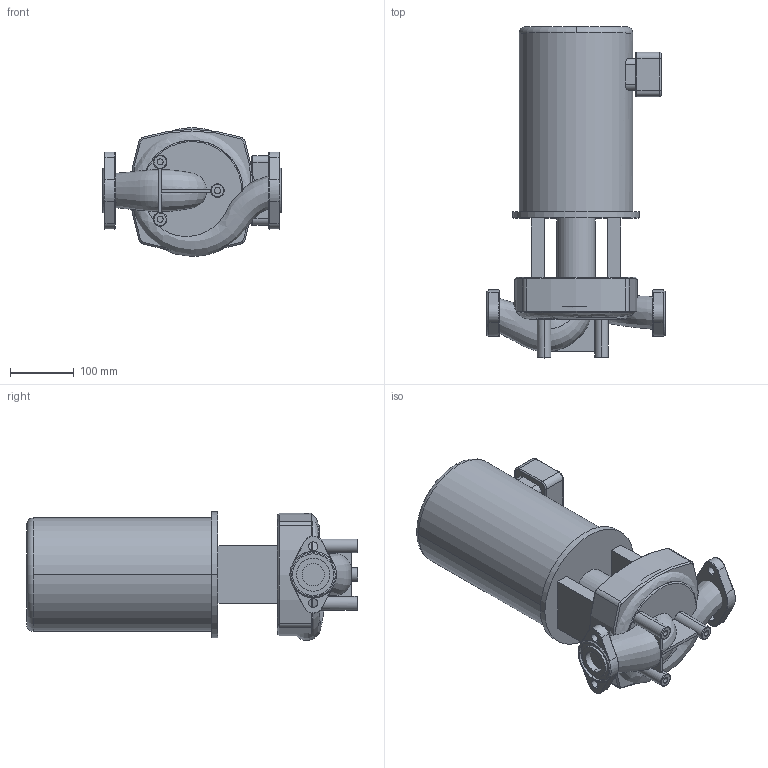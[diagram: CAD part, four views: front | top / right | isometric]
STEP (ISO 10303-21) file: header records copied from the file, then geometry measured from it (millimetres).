
FILE_DESCRIPTION((''),'2;1');
FILE_NAME('3d_IPL1.25-21_50-4 115_208-230_TEFC-2705363.stp','2009-12-21T08:51:48',(''),(''),'Mechanical Desktop 2008','Mechanical Desktop 2008',', , ');
FILE_SCHEMA(('CONFIG_CONTROL_DESIGN'));
Length unit declared in the file: inch
Products named in the file (1): Product
Bounding box: 279.4 x 520.46 x 202.13 mm (x, y, z)
Volume: 12062064.4 mm3; surface area: 604069 mm2
Topology: 10 solids, 10 shells, 253 faces, 600 edges, 377 vertices
Faces by surface type: bspline 94, cylinder 65, plane 53, torus 23, cone 18
Entity records: 13460 total; most frequent: CARTESIAN_POINT 7693, ORIENTED_EDGE 1200, DIRECTION 1121, EDGE_CURVE 600, AXIS2_PLACEMENT_3D 409, VERTEX_POINT 377, VECTOR 303, LINE 303
